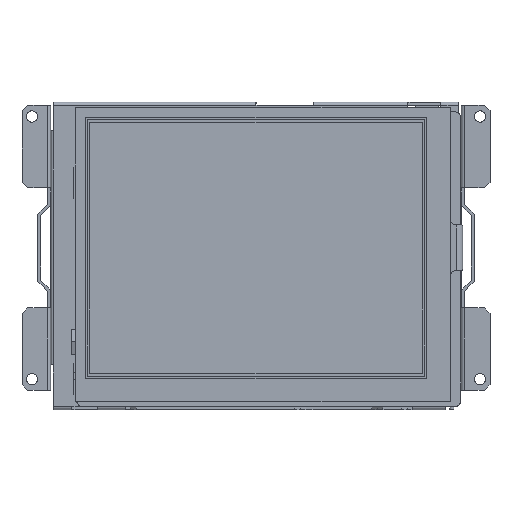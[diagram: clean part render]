
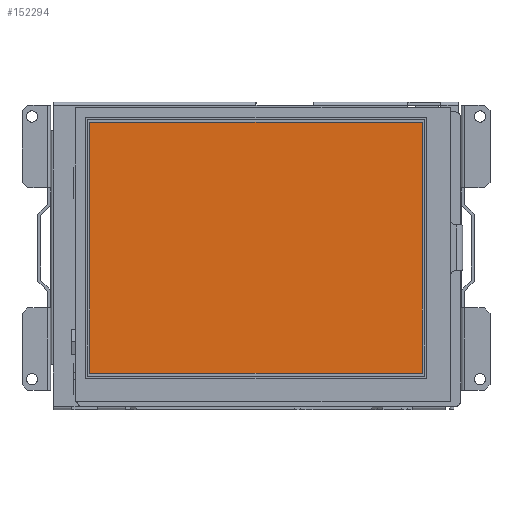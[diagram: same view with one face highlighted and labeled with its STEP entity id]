
A CAD part, top view. The second image highlights one B-rep face of the part: STEP entity #152294.
In plain terms, the highlighted planar face has unit normal (0, 0, 1).
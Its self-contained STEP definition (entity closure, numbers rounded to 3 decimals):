
#1548=PLANE('',#160434);
#7924=FACE_OUTER_BOUND('',#16019,.T.);
#16019=EDGE_LOOP('',(#104702,#104703,#104704,#104705));
#27752=LINE('',#215226,#47084);
#27756=LINE('',#215234,#47088);
#27759=LINE('',#215240,#47091);
#27762=LINE('',#215245,#47094);
#47084=VECTOR('',#172134,10.);
#47088=VECTOR('',#172140,10.);
#47091=VECTOR('',#172145,10.);
#47094=VECTOR('',#172150,10.);
#66399=VERTEX_POINT('',#215224);
#66400=VERTEX_POINT('',#215225);
#66403=VERTEX_POINT('',#215233);
#66405=VERTEX_POINT('',#215239);
#81466=EDGE_CURVE('',#66399,#66400,#27752,.T.);
#81470=EDGE_CURVE('',#66400,#66403,#27756,.T.);
#81473=EDGE_CURVE('',#66403,#66405,#27759,.T.);
#81476=EDGE_CURVE('',#66405,#66399,#27762,.T.);
#104702=ORIENTED_EDGE('',*,*,#81466,.T.);
#104703=ORIENTED_EDGE('',*,*,#81470,.T.);
#104704=ORIENTED_EDGE('',*,*,#81473,.T.);
#104705=ORIENTED_EDGE('',*,*,#81476,.T.);
#152294=ADVANCED_FACE('',(#7924),#1548,.T.);
#160434=AXIS2_PLACEMENT_3D('',#215247,#172152,#172153);
#172134=DIRECTION('',(0.,1.,0.));
#172140=DIRECTION('',(-1.,0.,0.));
#172145=DIRECTION('',(0.,-1.,0.));
#172150=DIRECTION('',(1.,0.,0.));
#172152=DIRECTION('center_axis',(0.,0.,
1.));
#172153=DIRECTION('ref_axis',(-1.,0.,0.));
#215224=CARTESIAN_POINT('',(58.2,-43.95,7.94));
#215225=CARTESIAN_POINT('',(58.2,43.95,7.94));
#215226=CARTESIAN_POINT('',(58.2,43.95,7.94));
#215233=CARTESIAN_POINT('',(-58.2,43.95,7.94));
#215234=CARTESIAN_POINT('',(-58.2,43.95,7.94));
#215239=CARTESIAN_POINT('',(-58.2,-43.95,7.94));
#215240=CARTESIAN_POINT('',(-58.2,-43.95,7.94));
#215245=CARTESIAN_POINT('',(58.2,-43.95,7.94));
#215247=CARTESIAN_POINT('Origin',(0.,0.,
7.94));
